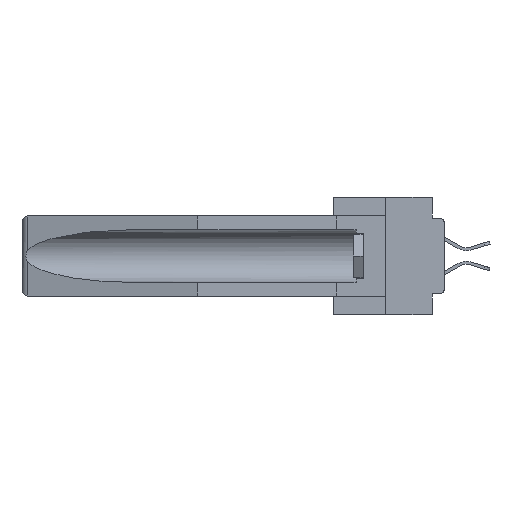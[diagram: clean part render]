
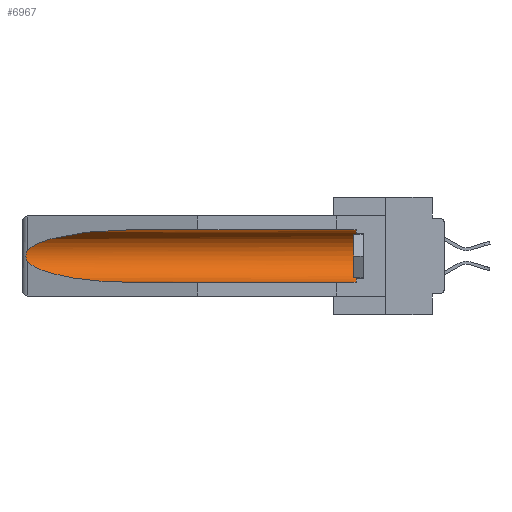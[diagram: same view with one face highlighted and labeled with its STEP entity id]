
A CAD part, left-side view. The second image highlights one B-rep face of the part: STEP entity #6967.
In plain terms, the highlighted cylindrical face has radius 2.857 mm (diameter 5.715 mm), a partial arc.
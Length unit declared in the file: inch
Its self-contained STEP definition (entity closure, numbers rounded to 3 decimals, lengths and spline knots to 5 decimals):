
#133 = CARTESIAN_POINT ( 'NONE',  ( 0.155, -0.30754, -0.059 ) ) ;
#708 = VERTEX_POINT ( 'NONE', #1363 ) ;
#859 = VERTEX_POINT ( 'NONE', #25300 ) ;
#1328 = DIRECTION ( 'NONE',  ( 0., 0., 1. ) ) ;
#1363 = CARTESIAN_POINT ( 'NONE',  ( 0.26537, 1.52718, -0.14972 ) ) ;
#1516 = CARTESIAN_POINT ( 'NONE',  ( 0.25451, 1.48313, -0.09465 ) ) ;
#1854 = CARTESIAN_POINT ( 'NONE',  ( 0.2675, 1.53308, -0.17534 ) ) ;
#1879 = EDGE_CURVE ( 'NONE', #29229, #708, #15015, .T. ) ;
#2728 = VERTEX_POINT ( 'NONE', #12617 ) ;
#2757 = CARTESIAN_POINT ( 'NONE',  ( 0.155, 0.126, -0.059 ) ) ;
#4255 = CARTESIAN_POINT ( 'NONE',  ( 0.26654, 1.53092, -0.15636 ) ) ;
#4968 = FACE_OUTER_BOUND ( 'NONE', #7612, .T. ) ;
#5057 = VECTOR ( 'NONE', #5754, 39.37008 ) ;
#5395 =( BOUNDED_CURVE ( )  B_SPLINE_CURVE ( 3, ( #14917, #22421, #7525, #24922 ),
 .UNSPECIFIED., .F., .T. ) 
 B_SPLINE_CURVE_WITH_KNOTS ( ( 4, 4 ),
 ( 0.1948, 1.5708 ),
 .UNSPECIFIED. ) 
 CURVE ( )  GEOMETRIC_REPRESENTATION_ITEM ( )  RATIONAL_B_SPLINE_CURVE ( ( 1., 0.848, 0.848, 1. ) ) 
 REPRESENTATION_ITEM ( '' )  );
#5399 = DIRECTION ( 'NONE',  ( 0., 0., 1. ) ) ;
#5754 = DIRECTION ( 'NONE',  ( 0., 1., 0. ) ) ;
#5756 = EDGE_CURVE ( 'NONE', #708, #28473, #12640, .T. ) ;
#6786 = CARTESIAN_POINT ( 'NONE',  ( 0.2673, 1.53269, -0.17917 ) ) ;
#6967 = ADVANCED_FACE ( 'NONE', ( #4968 ), #24073, .F. ) ;
#7525 = CARTESIAN_POINT ( 'NONE',  ( 0.21114, 1.30732, -0.284 ) ) ;
#7612 = EDGE_LOOP ( 'NONE', ( #22078, #24422, #18744, #18073, #16693, #8650 ) ) ;
#7932 = DIRECTION ( 'NONE',  ( 0., 1., 0. ) ) ;
#8060 = CARTESIAN_POINT ( 'NONE',  ( 0.155, -0.30754, -0.1715 ) ) ;
#8650 = ORIENTED_EDGE ( 'NONE', *, *, #10039, .T. ) ;
#9011 = LINE ( 'NONE', #18147, #5057 ) ;
#9310 = CARTESIAN_POINT ( 'NONE',  ( 0.26655, 1.53094, -0.18657 ) ) ;
#10039 = EDGE_CURVE ( 'NONE', #28369, #29229, #31127, .T. ) ;
#11720 = VECTOR ( 'NONE', #7932, 39.37008 ) ;
#11742 = EDGE_CURVE ( 'NONE', #28473, #2728, #5395, .T. ) ;
#11819 = CARTESIAN_POINT ( 'NONE',  ( 0.2673, 1.5327, -0.16383 ) ) ;
#12617 = CARTESIAN_POINT ( 'NONE',  ( 0.155, 1.07973, -0.284 ) ) ;
#12624 = EDGE_CURVE ( 'NONE', #859, #28369, #22865, .T. ) ;
#12640 = B_SPLINE_CURVE_WITH_KNOTS ( 'NONE', 3,
 ( #29033, #21447, #4255, #11819, #21666, #1854, #6786, #9310, #31768, #20084 ),
 .UNSPECIFIED., .F., .F.,
 ( 4, 2, 2, 2, 4 ),
 ( 0., 0.00029, 0.00058, 0.00087, 0.00117 ),
 .UNSPECIFIED. ) ;
#14108 = CARTESIAN_POINT ( 'NONE',  ( 0.155, 0.126, -0.1715 ) ) ;
#14917 = CARTESIAN_POINT ( 'NONE',  ( 0.26537, 1.52718, -0.19328 ) ) ;
#15015 =( BOUNDED_CURVE ( )  B_SPLINE_CURVE ( 3, ( #26014, #26129, #1516, #28911 ),
 .UNSPECIFIED., .F., .F. ) 
 B_SPLINE_CURVE_WITH_KNOTS ( ( 4, 4 ),
 ( 4.71239, 6.08839 ),
 .UNSPECIFIED. ) 
 CURVE ( )  GEOMETRIC_REPRESENTATION_ITEM ( )  RATIONAL_B_SPLINE_CURVE ( ( 1., 0.848, 0.848, 1. ) ) 
 REPRESENTATION_ITEM ( '' )  );
#16394 = EDGE_CURVE ( 'NONE', #859, #2728, #9011, .T. ) ;
#16693 = ORIENTED_EDGE ( 'NONE', *, *, #12624, .T. ) ;
#17804 = DIRECTION ( 'NONE',  ( 0., 1., 0. ) ) ;
#18073 = ORIENTED_EDGE ( 'NONE', *, *, #16394, .F. ) ;
#18147 = CARTESIAN_POINT ( 'NONE',  ( 0.155, -0.30754, -0.284 ) ) ;
#18744 = ORIENTED_EDGE ( 'NONE', *, *, #11742, .T. ) ;
#19088 = DIRECTION ( 'NONE',  ( 0., -1., 0. ) ) ;
#20084 = CARTESIAN_POINT ( 'NONE',  ( 0.26537, 1.52718, -0.19328 ) ) ;
#21447 = CARTESIAN_POINT ( 'NONE',  ( 0.26597, 1.52961, -0.15275 ) ) ;
#21666 = CARTESIAN_POINT ( 'NONE',  ( 0.2675, 1.53308, -0.16763 ) ) ;
#22078 = ORIENTED_EDGE ( 'NONE', *, *, #1879, .T. ) ;
#22421 = CARTESIAN_POINT ( 'NONE',  ( 0.25451, 1.48313, -0.24835 ) ) ;
#22599 = CARTESIAN_POINT ( 'NONE',  ( 0.26537, 1.52718, -0.19328 ) ) ;
#22865 = CIRCLE ( 'NONE', #31446, 0.1125 ) ;
#24073 = CYLINDRICAL_SURFACE ( 'NONE', #26066, 0.1125 ) ;
#24422 = ORIENTED_EDGE ( 'NONE', *, *, #5756, .T. ) ;
#24922 = CARTESIAN_POINT ( 'NONE',  ( 0.155, 1.07973, -0.284 ) ) ;
#25300 = CARTESIAN_POINT ( 'NONE',  ( 0.155, 0.126, -0.284 ) ) ;
#26014 = CARTESIAN_POINT ( 'NONE',  ( 0.155, 1.07973, -0.059 ) ) ;
#26024 = CARTESIAN_POINT ( 'NONE',  ( 0.155, 1.07973, -0.059 ) ) ;
#26066 = AXIS2_PLACEMENT_3D ( 'NONE', #8060, #17804, #5399 ) ;
#26129 = CARTESIAN_POINT ( 'NONE',  ( 0.21114, 1.30732, -0.059 ) ) ;
#28369 = VERTEX_POINT ( 'NONE', #2757 ) ;
#28473 = VERTEX_POINT ( 'NONE', #22599 ) ;
#28911 = CARTESIAN_POINT ( 'NONE',  ( 0.26537, 1.52718, -0.14972 ) ) ;
#29033 = CARTESIAN_POINT ( 'NONE',  ( 0.26537, 1.52718, -0.14972 ) ) ;
#29229 = VERTEX_POINT ( 'NONE', #26024 ) ;
#31127 = LINE ( 'NONE', #133, #11720 ) ;
#31446 = AXIS2_PLACEMENT_3D ( 'NONE', #14108, #19088, #1328 ) ;
#31768 = CARTESIAN_POINT ( 'NONE',  ( 0.26597, 1.5296, -0.19026 ) ) ;
